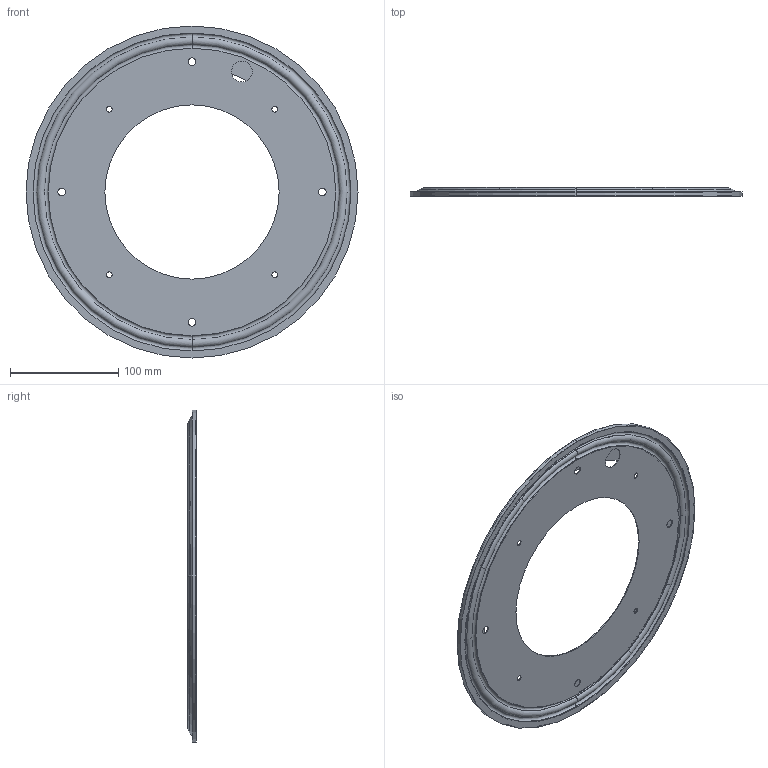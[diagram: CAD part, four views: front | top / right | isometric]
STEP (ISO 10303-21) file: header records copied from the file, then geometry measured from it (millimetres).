
FILE_DESCRIPTION((''),'2;1');
FILE_NAME('Lazy Susan Bearing.stp','2008-01-03T17:43:28',('Owner'),(''),'Autodesk Inventor (R) 6.0','Autodesk Inventor (R) 6.0','');
FILE_SCHEMA(('AUTOMOTIVE_DESIGN { 1 0 10303 214 1 1 1 1 }'));
Length unit declared in the file: inch
Products named in the file (1): Lazy Susan Bearing
Bounding box: 306.4 x 7.95 x 306.4 mm (x, y, z)
Volume: 73867.6 mm3; surface area: 200278.8 mm2
Topology: 14 solids, 14 shells, 150 faces, 394 edges, 224 vertices
Faces by surface type: cylinder 66, sphere 48, torus 20, plane 12, cone 4
Entity records: 4462 total; most frequent: DIRECTION 908, CARTESIAN_POINT 713, ORIENTED_EDGE 676, AXIS2_PLACEMENT_3D 419, EDGE_CURVE 338, CIRCLE 268, VERTEX_POINT 224, EDGE_LOOP 204
